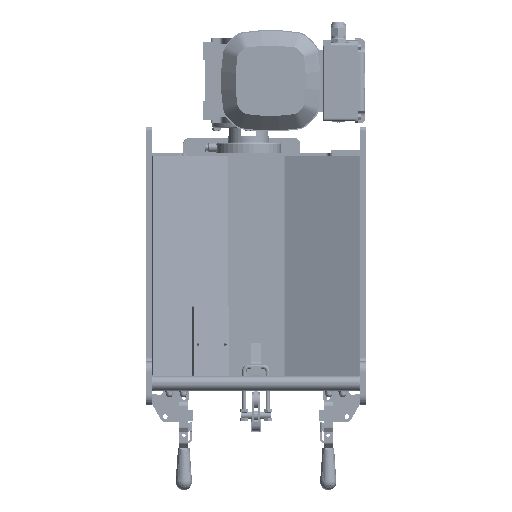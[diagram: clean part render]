
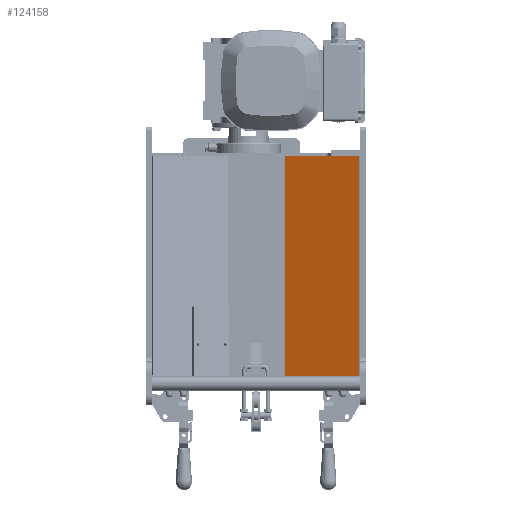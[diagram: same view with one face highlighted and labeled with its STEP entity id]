
A CAD part, left-side view. The second image highlights one B-rep face of the part: STEP entity #124158.
In plain terms, the highlighted planar face has unit normal (-0.932, 0.363, 0).
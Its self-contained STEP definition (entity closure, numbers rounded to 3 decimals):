
#3764=PLANE('',#134960);
#17661=FACE_OUTER_BOUND('',#24776,.T.);
#24776=EDGE_LOOP('',(#98580,#98581,#98582,#98583));
#31125=LINE('',#195710,#40156);
#33304=LINE('',#206790,#42335);
#33685=LINE('',#208060,#42716);
#33686=LINE('',#208062,#42717);
#40156=VECTOR('',#153673,10.);
#42335=VECTOR('',#161404,10.);
#42716=VECTOR('',#162767,10.);
#42717=VECTOR('',#162770,10.);
#51127=VERTEX_POINT('',#195707);
#51128=VERTEX_POINT('',#195709);
#53753=VERTEX_POINT('',#206744);
#53774=VERTEX_POINT('',#206788);
#65150=EDGE_CURVE('',#51128,#51127,#31125,.T.);
#69135=EDGE_CURVE('',#53753,#53774,#33304,.T.);
#69779=EDGE_CURVE('',#53774,#51128,#33685,.T.);
#69780=EDGE_CURVE('',#53753,#51127,#33686,.T.);
#98580=ORIENTED_EDGE('',*,*,#65150,.T.);
#98581=ORIENTED_EDGE('',*,*,#69780,.F.);
#98582=ORIENTED_EDGE('',*,*,#69135,.T.);
#98583=ORIENTED_EDGE('',*,*,#69779,.T.);
#124158=ADVANCED_FACE('',(#17661),#3764,.T.);
#134960=AXIS2_PLACEMENT_3D('',#208061,#162768,#162769);
#153673=DIRECTION('',(-0.363,-0.932,0.));
#161404=DIRECTION('',(0.363,0.932,0.));
#162767=DIRECTION('',(0.,0.,-1.));
#162768=DIRECTION('center_axis',(-0.932,0.363,0.));
#162769=DIRECTION('ref_axis',(0.,0.,
-1.));
#162770=DIRECTION('',(0.,0.,-1.));
#195707=CARTESIAN_POINT('',(-262.795,-140.91,-150.));
#195709=CARTESIAN_POINT('',(-223.205,-39.367,-150.));
#195710=CARTESIAN_POINT('',(-262.795,-140.91,-150.));
#206744=CARTESIAN_POINT('',(-262.795,-140.91,150.));
#206788=CARTESIAN_POINT('',(-223.205,-39.367,150.));
#206790=CARTESIAN_POINT('',(-262.795,-140.91,150.));
#208060=CARTESIAN_POINT('',(-223.205,-39.367,150.));
#208061=CARTESIAN_POINT('Origin',(-223.205,-39.367,150.));
#208062=CARTESIAN_POINT('',(-262.795,-140.91,150.));
